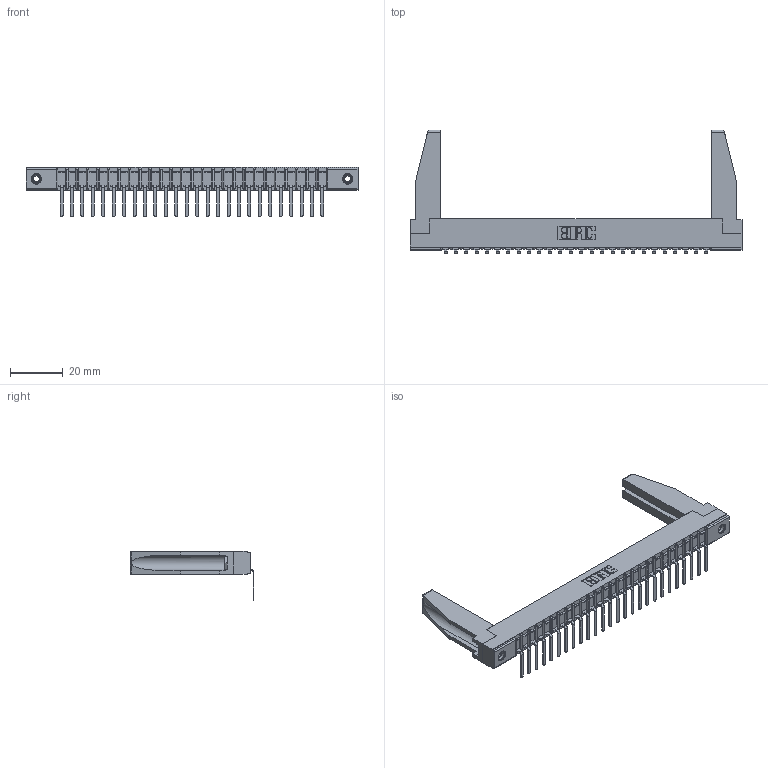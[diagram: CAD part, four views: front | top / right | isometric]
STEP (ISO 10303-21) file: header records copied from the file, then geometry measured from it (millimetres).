
FILE_DESCRIPTION (( 'STEP AP203' ), '1' );
FILE_NAME ('307-026-557-178.STEP', '2019-09-05T02:20:44', ( '' ), ( '' ), 'SwSTEP 2.0', 'SolidWorks 2016', '' );
FILE_SCHEMA (( 'CONFIG_CONTROL_DESIGN' ));
Length unit declared in the file: inch
Products named in the file (5): 345-250-001_345-250-001-102; 307-290-002_557; 307 Part_.156 Dia Mounting Holes; 307-026-557-178; 307-220-078
Assembly tree (31 placements, depth 2):
  307-026-557-178
    307 Part_.156 Dia Mounting Holes
    307-290-002_557  x26
    307-220-078  x2
    345-250-001_345-250-001-102  x2
Bounding box: 126.03 x 47.03 x 18.67 mm (x, y, z)
Volume: 12386.2 mm3; surface area: 19737.1 mm2
Topology: 31 solids, 31 shells, 2303 faces, 6997 edges, 4582 vertices
Faces by surface type: plane 1376, cylinder 857, sphere 54, cone 12, torus 4
Entity records: 27555 total; most frequent: CARTESIAN_POINT 4646, ORIENTED_EDGE 4592, DIRECTION 4478, EDGE_CURVE 2296, VECTOR 1754, LINE 1754, VERTEX_POINT 1488, AXIS2_PLACEMENT_3D 1362
